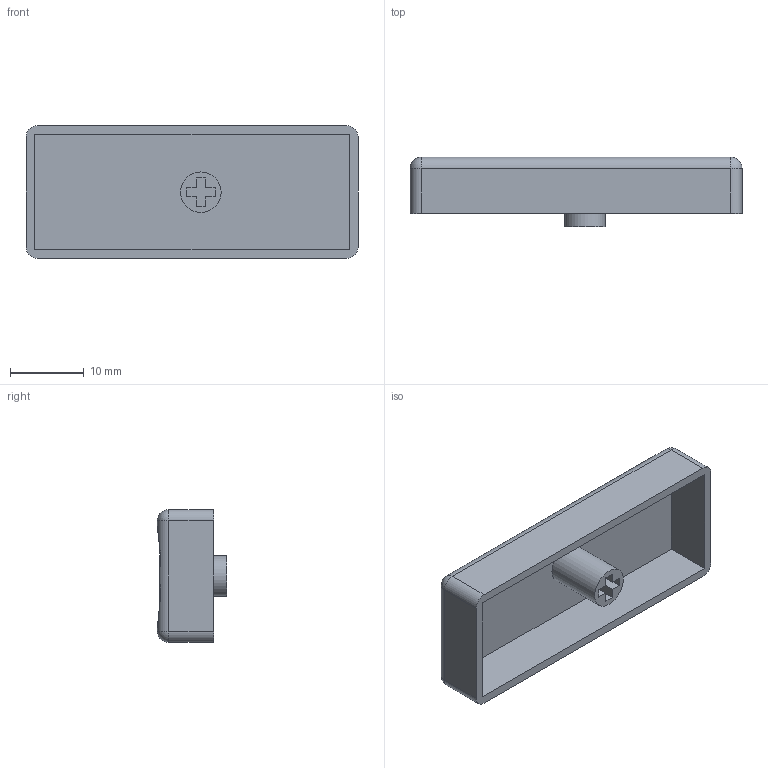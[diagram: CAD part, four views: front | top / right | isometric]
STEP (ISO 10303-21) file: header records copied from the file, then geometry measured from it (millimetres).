
FILE_DESCRIPTION(/* description */ (''),/* implementation_level */ '2;1');
FILE_NAME(/* name */ 'keycap 1 v4.step',/* time_stamp */ '2025-06-15T20:33:30-04:00',/* author */ (''),/* organization */ (''),/* preprocessor_version */ 'ST-DEVELOPER v20.1',/* originating_system */ 'Autodesk Translation Framework v14.4.0.0',/* authorisation */ '');
FILE_SCHEMA (('AUTOMOTIVE_DESIGN { 1 0 10303 214 3 1 1 }'));
Length unit declared in the file: inch
Products named in the file (2): keycap 1; Component1
Assembly tree (1 placements, depth 2):
  keycap 1
    Component1
Bounding box: 45 x 9.4 x 18 mm (x, y, z)
Volume: 1757 mm3; surface area: 3493.3 mm2
Topology: 1 solids, 1 shells, 43 faces, 102 edges, 64 vertices
Faces by surface type: plane 29, cylinder 9, sphere 4, bspline 1
Full cylindrical faces by diameter (mm): 5.5 x1
Entity records: 1308 total; most frequent: CARTESIAN_POINT 256, DIRECTION 210, ORIENTED_EDGE 204, EDGE_CURVE 102, LINE 76, VECTOR 76, AXIS2_PLACEMENT_3D 67, VERTEX_POINT 64
